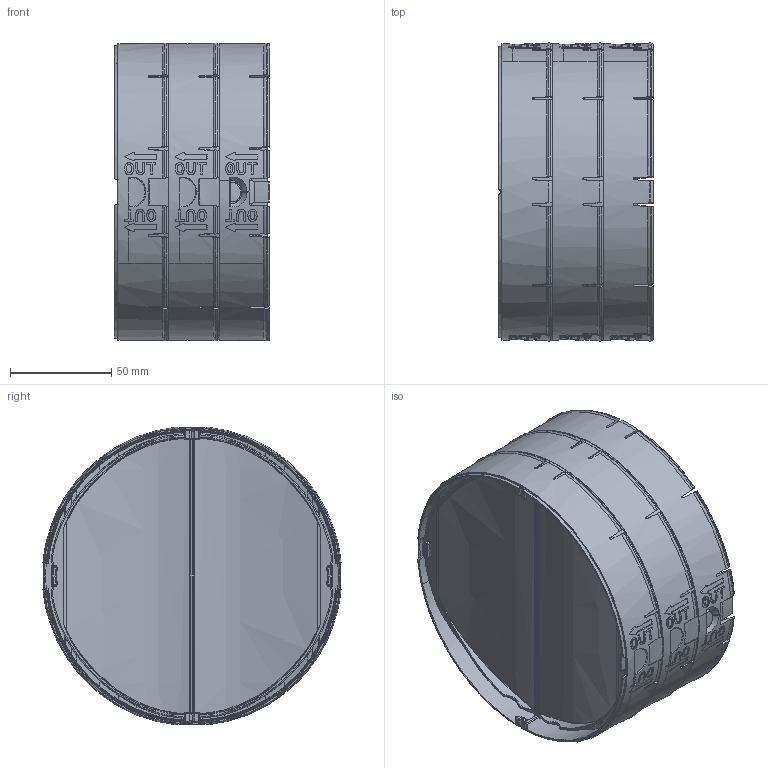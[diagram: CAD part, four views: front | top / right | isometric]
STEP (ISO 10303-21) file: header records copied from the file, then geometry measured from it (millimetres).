
FILE_DESCRIPTION(('STEP AP214'),'1');
FILE_NAME('4043064_V Thermobox 150.STP','2023-08-01T10:32:29',(' '),(' '),'Spatial InterOp 3D',' ',' ');
FILE_SCHEMA(('AUTOMOTIVE_DESIGN { 1 0 10303 214 1 1 1 1 }'));
Length unit declared in the file: millimetre
Products named in the file (1): 4043064_V Thermobox 150
Bounding box: 76.8 x 147.35 x 147.27 mm (x, y, z)
Volume: 911544.6 mm3; surface area: 87461 mm2
Topology: 1 solids, 1 shells, 1919 faces, 5451 edges, 3513 vertices
Faces by surface type: bspline 762, plane 517, cylinder 312, torus 166, cone 126, extrusion 28, sphere 8
Entity records: 114564 total; most frequent: CARTESIAN_POINT 74014, ORIENTED_EDGE 10842, EDGE_CURVE 5421, DIRECTION 4628, B_SPLINE_CURVE_WITH_KNOTS 3778, VERTEX_POINT 3513, EDGE_LOOP 2004, ADVANCED_FACE 1919
